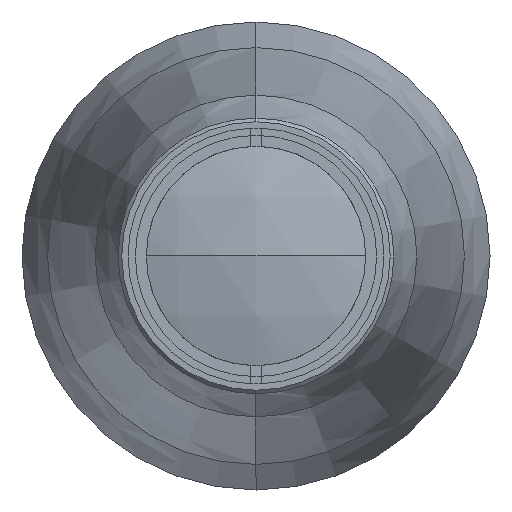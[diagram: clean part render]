
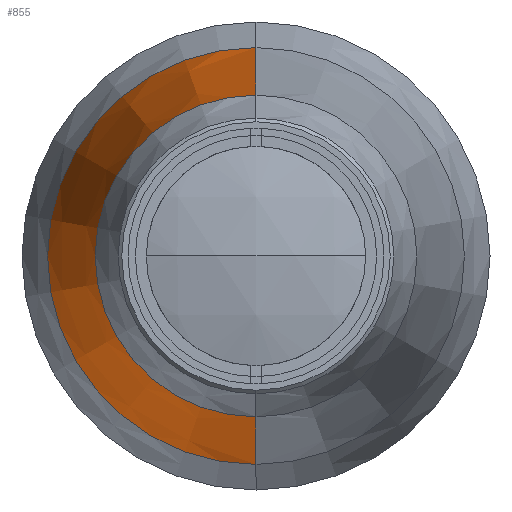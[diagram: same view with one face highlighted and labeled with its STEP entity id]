
A CAD part, left-side view. The second image highlights one B-rep face of the part: STEP entity #855.
In plain terms, the highlighted conical face has half-angle 7 degrees and reference radius 22 mm.
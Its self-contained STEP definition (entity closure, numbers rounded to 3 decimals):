
#3 = VERTEX_POINT ( 'NONE', #1582 ) ;
#63 = CARTESIAN_POINT ( 'NONE',  ( 138.83, 0., 0. ) ) ;
#68 = ORIENTED_EDGE ( 'NONE', *, *, #403, .F. ) ;
#99 = EDGE_CURVE ( 'NONE', #919, #3, #951, .T. ) ;
#139 = AXIS2_PLACEMENT_3D ( 'NONE', #1811, #828, #836 ) ;
#152 = FACE_OUTER_BOUND ( 'NONE', #1609, .T. ) ;
#233 = DIRECTION ( 'NONE',  ( 1., 0., 0. ) ) ;
#369 = CIRCLE ( 'NONE', #1050, 22. ) ;
#376 = VERTEX_POINT ( 'NONE', #1379 ) ;
#403 = EDGE_CURVE ( 'NONE', #376, #3, #1370, .T. ) ;
#457 = CARTESIAN_POINT ( 'NONE',  ( 138.83, 0., 22. ) ) ;
#500 = ORIENTED_EDGE ( 'NONE', *, *, #638, .F. ) ;
#535 = CARTESIAN_POINT ( 'NONE',  ( 138.83, 0., 22. ) ) ;
#598 = DIRECTION ( 'NONE',  ( 1., 0., 0. ) ) ;
#638 = EDGE_CURVE ( 'NONE', #1768, #376, #833, .T. ) ;
#651 = VECTOR ( 'NONE', #743, 1000. ) ;
#743 = DIRECTION ( 'NONE',  ( 0.993, 0., 0.122 ) ) ;
#828 = DIRECTION ( 'NONE',  ( 1., 0., 0. ) ) ;
#833 = LINE ( 'NONE', #1168, #918 ) ;
#836 = DIRECTION ( 'NONE',  ( 0., 0., -1. ) ) ;
#855 = ADVANCED_FACE ( 'NONE', ( #152 ), #1206, .T. ) ;
#886 = DIRECTION ( 'NONE',  ( 0.993, 0., -0.122 ) ) ;
#901 = DIRECTION ( 'NONE',  ( 0., 0., -1. ) ) ;
#918 = VECTOR ( 'NONE', #886, 1000. ) ;
#919 = VERTEX_POINT ( 'NONE', #535 ) ;
#951 = LINE ( 'NONE', #457, #651 ) ;
#952 = CARTESIAN_POINT ( 'NONE',  ( 138.83, 0., 0. ) ) ;
#994 = ORIENTED_EDGE ( 'NONE', *, *, #1490, .T. ) ;
#1006 = ORIENTED_EDGE ( 'NONE', *, *, #99, .T. ) ;
#1050 = AXIS2_PLACEMENT_3D ( 'NONE', #63, #598, #901 ) ;
#1102 = DIRECTION ( 'NONE',  ( 0., 0., -1. ) ) ;
#1168 = CARTESIAN_POINT ( 'NONE',  ( 138.83, 0., -22. ) ) ;
#1206 = CONICAL_SURFACE ( 'NONE', #1231, 22., 0.122 ) ;
#1231 = AXIS2_PLACEMENT_3D ( 'NONE', #952, #233, #1102 ) ;
#1370 = CIRCLE ( 'NONE', #139, 28.5 ) ;
#1379 = CARTESIAN_POINT ( 'NONE',  ( 191.77, 0., -28.5 ) ) ;
#1490 = EDGE_CURVE ( 'NONE', #1768, #919, #369, .T. ) ;
#1567 = CARTESIAN_POINT ( 'NONE',  ( 138.83, 0., -22. ) ) ;
#1582 = CARTESIAN_POINT ( 'NONE',  ( 191.77, 0., 28.5 ) ) ;
#1609 = EDGE_LOOP ( 'NONE', ( #994, #1006, #68, #500 ) ) ;
#1768 = VERTEX_POINT ( 'NONE', #1567 ) ;
#1811 = CARTESIAN_POINT ( 'NONE',  ( 191.77, 0., 0. ) ) ;
